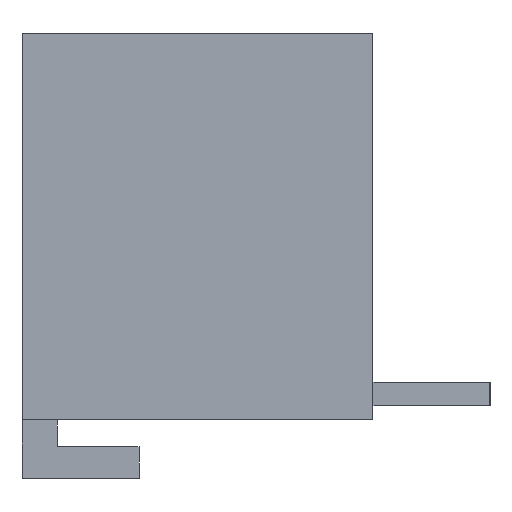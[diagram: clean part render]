
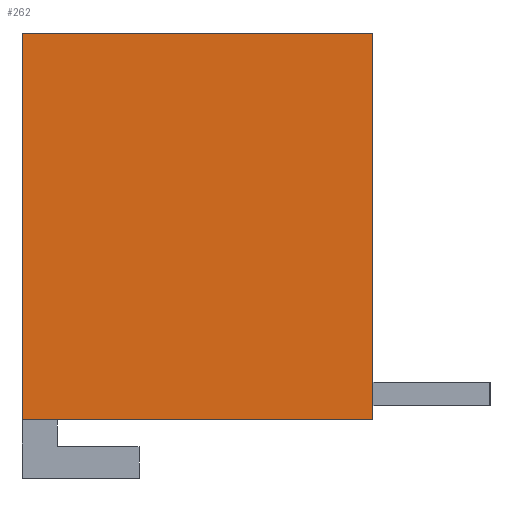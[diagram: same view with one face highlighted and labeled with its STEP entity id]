
A CAD part, left-side view. The second image highlights one B-rep face of the part: STEP entity #262.
In plain terms, the highlighted planar face has unit normal (-1, 0, 0).
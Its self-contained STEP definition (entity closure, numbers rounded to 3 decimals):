
#5 = CARTESIAN_POINT ( 'NONE',  ( -48., 22., 0. ) ) ;
#56 = CARTESIAN_POINT ( 'NONE',  ( -48., 52., 63. ) ) ;
#115 = VERTEX_POINT ( 'NONE', #1077 ) ;
#143 = EDGE_CURVE ( 'NONE', #1299, #115, #601, .T. ) ;
#181 = PLANE ( 'NONE',  #549 ) ;
#216 = ORIENTED_EDGE ( 'NONE', *, *, #320, .F. ) ;
#218 = VERTEX_POINT ( 'NONE', #251 ) ;
#247 = VERTEX_POINT ( 'NONE', #536 ) ;
#251 = CARTESIAN_POINT ( 'NONE',  ( -48., 22., 63. ) ) ;
#262 = ADVANCED_FACE ( 'NONE', ( #519 ), #181, .T. ) ;
#320 = EDGE_CURVE ( 'NONE', #1299, #218, #645, .T. ) ;
#382 = VECTOR ( 'NONE', #526, 1000. ) ;
#493 = CARTESIAN_POINT ( 'NONE',  ( -48., 52., 0. ) ) ;
#519 = FACE_OUTER_BOUND ( 'NONE', #1473, .T. ) ;
#526 = DIRECTION ( 'NONE',  ( 0., -1., 0. ) ) ;
#536 = CARTESIAN_POINT ( 'NONE',  ( -48., 22., 30. ) ) ;
#549 = AXIS2_PLACEMENT_3D ( 'NONE', #1149, #1382, #759 ) ;
#566 = ORIENTED_EDGE ( 'NONE', *, *, #1001, .T. ) ;
#601 = LINE ( 'NONE', #493, #802 ) ;
#645 = LINE ( 'NONE', #56, #382 ) ;
#742 = ORIENTED_EDGE ( 'NONE', *, *, #143, .T. ) ;
#759 = DIRECTION ( 'NONE',  ( 0., 0., 1. ) ) ;
#802 = VECTOR ( 'NONE', #1096, 1000. ) ;
#830 = DIRECTION ( 'NONE',  ( 0., 1., 0. ) ) ;
#900 = EDGE_CURVE ( 'NONE', #247, #115, #1168, .T. ) ;
#938 = CARTESIAN_POINT ( 'NONE',  ( -48., 52., 63. ) ) ;
#1001 = EDGE_CURVE ( 'NONE', #247, #218, #1014, .T. ) ;
#1014 = LINE ( 'NONE', #5, #1155 ) ;
#1029 = VECTOR ( 'NONE', #830, 1000. ) ;
#1061 = CARTESIAN_POINT ( 'NONE',  ( -48., 52., 30. ) ) ;
#1077 = CARTESIAN_POINT ( 'NONE',  ( -48., 52., 30. ) ) ;
#1096 = DIRECTION ( 'NONE',  ( 0., 0., -1. ) ) ;
#1149 = CARTESIAN_POINT ( 'NONE',  ( -48., 0., 0. ) ) ;
#1155 = VECTOR ( 'NONE', #1370, 1000. ) ;
#1168 = LINE ( 'NONE', #1061, #1029 ) ;
#1229 = ORIENTED_EDGE ( 'NONE', *, *, #900, .F. ) ;
#1299 = VERTEX_POINT ( 'NONE', #938 ) ;
#1370 = DIRECTION ( 'NONE',  ( 0., 0., 1. ) ) ;
#1382 = DIRECTION ( 'NONE',  ( -1., 0., 0. ) ) ;
#1473 = EDGE_LOOP ( 'NONE', ( #742, #1229, #566, #216 ) ) ;
